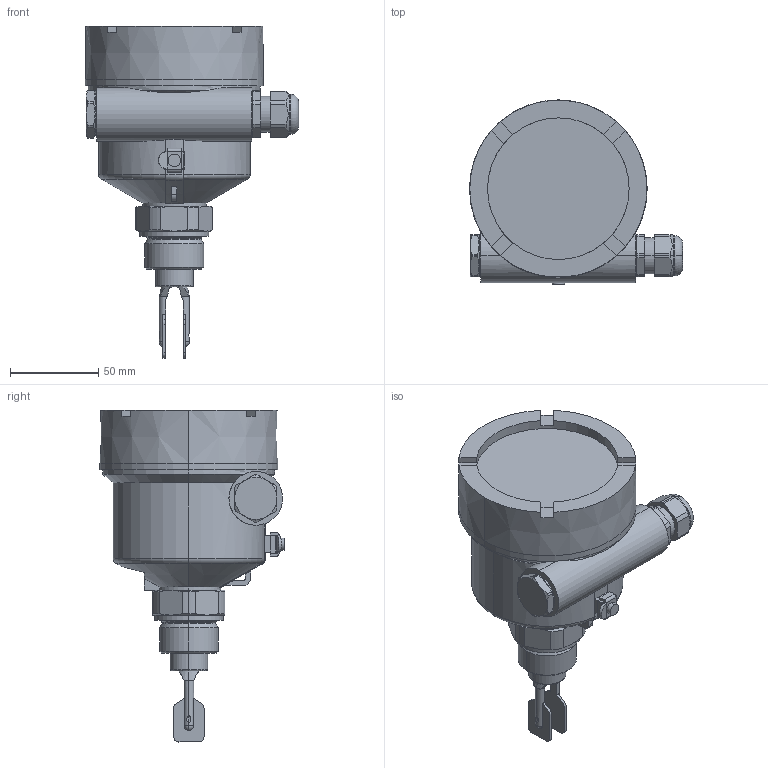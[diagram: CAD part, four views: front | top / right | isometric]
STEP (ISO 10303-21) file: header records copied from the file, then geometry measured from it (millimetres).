
FILE_DESCRIPTION((''),'2;1');
FILE_NAME('CAD-8769','2023-08-25T11:49:50',('creinig-se'),(''),'CREO PARAMETRIC BY PTC INC, 2022284','CREO PARAMETRIC BY PTC INC, 2022284','');
FILE_SCHEMA(('CONFIG_CONTROL_DESIGN','SHAPE_APPEARANCE_LAYERS_GROUPS'));
Length unit declared in the file: millimetre
Products named in the file (1): CAD-8769
Bounding box: 120.95 x 104.45 x 188.4 mm (x, y, z)
Volume: 696165.5 mm3; surface area: 58090.5 mm2
Topology: 1 solids, 1 shells, 290 faces, 739 edges, 462 vertices
Faces by surface type: plane 129, cylinder 87, cone 54, torus 12, sphere 8
Entity records: 12716 total; most frequent: CARTESIAN_POINT 2079, DIRECTION 1479, ORIENTED_EDGE 1470, PRESENTATION_STYLE_ASSIGNMENT 849, STYLED_ITEM 736, CURVE_STYLE 735, EDGE_CURVE 735, AXIS2_PLACEMENT_3D 567
